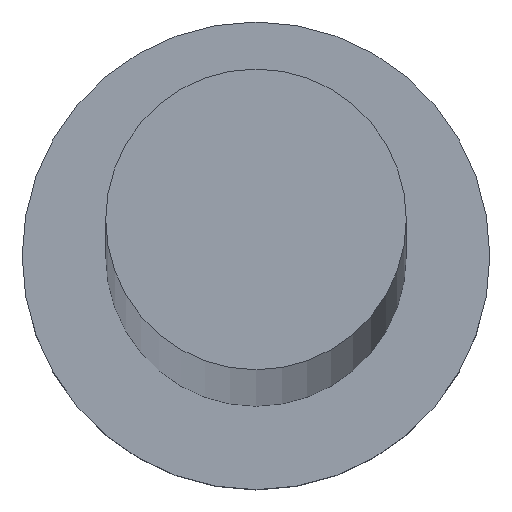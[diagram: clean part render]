
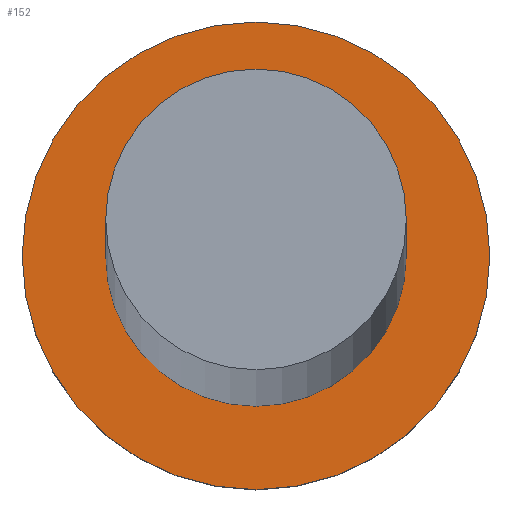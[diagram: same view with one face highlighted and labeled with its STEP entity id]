
A CAD part, top view. The second image highlights one B-rep face of the part: STEP entity #152.
In plain terms, the highlighted planar face has unit normal (0, 0, 1).
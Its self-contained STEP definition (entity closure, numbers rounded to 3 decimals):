
#2 = CARTESIAN_POINT ( 'NONE',  ( 0., 0., 5. ) ) ;
#6 = AXIS2_PLACEMENT_3D ( 'NONE', #2, #84, #237 ) ;
#7 = DIRECTION ( 'NONE',  ( 1., 0., 0. ) ) ;
#9 = VERTEX_POINT ( 'NONE', #168 ) ;
#11 = DIRECTION ( 'NONE',  ( 0., 0., 1. ) ) ;
#22 = CARTESIAN_POINT ( 'NONE',  ( 7., 0., 5. ) ) ;
#23 = EDGE_LOOP ( 'NONE', ( #199, #79 ) ) ;
#51 = CARTESIAN_POINT ( 'NONE',  ( 0., 0., 5. ) ) ;
#60 = DIRECTION ( 'NONE',  ( 0., 0., 1. ) ) ;
#61 = PLANE ( 'NONE',  #136 ) ;
#67 = VERTEX_POINT ( 'NONE', #22 ) ;
#70 = EDGE_CURVE ( 'NONE', #9, #103, #175, .T. ) ;
#79 = ORIENTED_EDGE ( 'NONE', *, *, #206, .T. ) ;
#83 = DIRECTION ( 'NONE',  ( 0., 0., 1. ) ) ;
#84 = DIRECTION ( 'NONE',  ( 0., 0., 1. ) ) ;
#88 = DIRECTION ( 'NONE',  ( 1., 0., 0. ) ) ;
#92 = EDGE_CURVE ( 'NONE', #103, #9, #129, .T. ) ;
#93 = CIRCLE ( 'NONE', #233, 7. ) ;
#94 = CARTESIAN_POINT ( 'NONE',  ( 4.5, 0., 5. ) ) ;
#103 = VERTEX_POINT ( 'NONE', #94 ) ;
#106 = CARTESIAN_POINT ( 'NONE',  ( 0., 0., 5. ) ) ;
#112 = ORIENTED_EDGE ( 'NONE', *, *, #92, .F. ) ;
#113 = DIRECTION ( 'NONE',  ( 0., 0., 1. ) ) ;
#129 = CIRCLE ( 'NONE', #154, 4.5 ) ;
#136 = AXIS2_PLACEMENT_3D ( 'NONE', #106, #83, #157 ) ;
#140 = CARTESIAN_POINT ( 'NONE',  ( 0., 0., 5. ) ) ;
#152 = ADVANCED_FACE ( 'NONE', ( #200, #174 ), #61, .T. ) ;
#154 = AXIS2_PLACEMENT_3D ( 'NONE', #51, #113, #7 ) ;
#157 = DIRECTION ( 'NONE',  ( 1., 0., 0. ) ) ;
#168 = CARTESIAN_POINT ( 'NONE',  ( -4.5, 0., 5. ) ) ;
#174 = FACE_OUTER_BOUND ( 'NONE', #23, .T. ) ;
#175 = CIRCLE ( 'NONE', #6, 4.5 ) ;
#176 = CARTESIAN_POINT ( 'NONE',  ( -7., 0., 5. ) ) ;
#179 = DIRECTION ( 'NONE',  ( 1., 0., 0. ) ) ;
#182 = ORIENTED_EDGE ( 'NONE', *, *, #70, .F. ) ;
#186 = VERTEX_POINT ( 'NONE', #176 ) ;
#199 = ORIENTED_EDGE ( 'NONE', *, *, #249, .T. ) ;
#200 = FACE_BOUND ( 'NONE', #203, .T. ) ;
#203 = EDGE_LOOP ( 'NONE', ( #182, #112 ) ) ;
#206 = EDGE_CURVE ( 'NONE', #67, #186, #215, .T. ) ;
#215 = CIRCLE ( 'NONE', #221, 7. ) ;
#221 = AXIS2_PLACEMENT_3D ( 'NONE', #235, #60, #179 ) ;
#233 = AXIS2_PLACEMENT_3D ( 'NONE', #140, #11, #88 ) ;
#235 = CARTESIAN_POINT ( 'NONE',  ( 0., 0., 5. ) ) ;
#237 = DIRECTION ( 'NONE',  ( 1., 0., 0. ) ) ;
#249 = EDGE_CURVE ( 'NONE', #186, #67, #93, .T. ) ;
